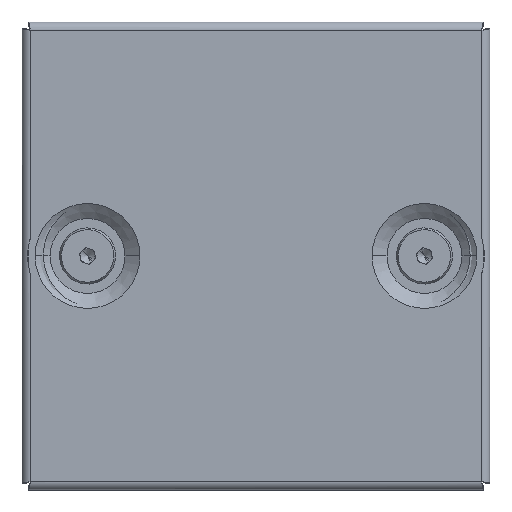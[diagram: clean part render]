
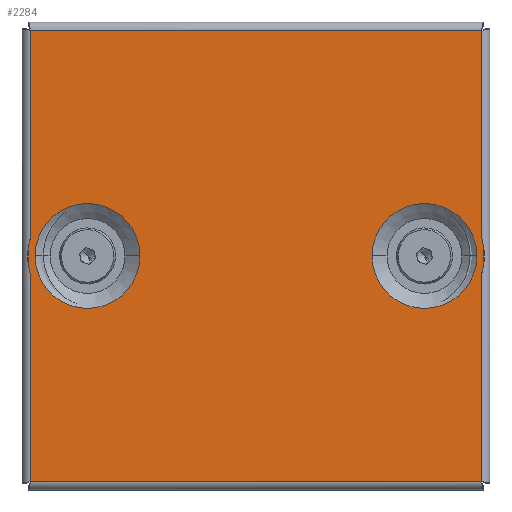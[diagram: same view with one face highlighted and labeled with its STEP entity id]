
A CAD part, top view. The second image highlights one B-rep face of the part: STEP entity #2284.
In plain terms, the highlighted face is planar.
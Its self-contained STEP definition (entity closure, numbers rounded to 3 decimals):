
#120 = CARTESIAN_POINT ( 'NONE',  ( 0., 0., 0. ) ) ;
#178 = DIRECTION ( 'NONE',  ( 0., 0., 1. ) ) ;
#180 = CARTESIAN_POINT ( 'NONE',  ( 31., 0., 0. ) ) ;
#227 = LINE ( 'NONE', #6505, #7320 ) ;
#397 = LINE ( 'NONE', #6903, #8444 ) ;
#475 = VERTEX_POINT ( 'NONE', #9588 ) ;
#489 = ORIENTED_EDGE ( 'NONE', *, *, #4257, .T. ) ;
#589 = VERTEX_POINT ( 'NONE', #2955 ) ;
#627 = CIRCLE ( 'NONE', #4197, 16. ) ;
#941 = DIRECTION ( 'NONE',  ( 0., 1., 0. ) ) ;
#1046 = EDGE_CURVE ( 'NONE', #11311, #11577, #627, .T. ) ;
#1219 = CARTESIAN_POINT ( 'NONE',  ( 45., 0., 0. ) ) ;
#1283 = ORIENTED_EDGE ( 'NONE', *, *, #6943, .T. ) ;
#1329 = CIRCLE ( 'NONE', #6040, 14. ) ;
#1380 = ORIENTED_EDGE ( 'NONE', *, *, #8397, .T. ) ;
#1540 = AXIS2_PLACEMENT_3D ( 'NONE', #10904, #9225, #7374 ) ;
#1583 = VERTEX_POINT ( 'NONE', #10931 ) ;
#1820 = DIRECTION ( 'NONE',  ( 0., 0., 1. ) ) ;
#1833 = CIRCLE ( 'NONE', #8372, 16. ) ;
#1858 = DIRECTION ( 'NONE',  ( 0., -1., 0. ) ) ;
#1976 = EDGE_CURVE ( 'NONE', #589, #11597, #5621, .T. ) ;
#2282 = VECTOR ( 'NONE', #5620, 1000. ) ;
#2284 = ADVANCED_FACE ( 'NONE', ( #8037, #6408, #7344 ), #3650, .T. ) ;
#2391 = VERTEX_POINT ( 'NONE', #4708 ) ;
#2413 = CIRCLE ( 'NONE', #10664, 14. ) ;
#2414 = AXIS2_PLACEMENT_3D ( 'NONE', #4240, #3247, #2547 ) ;
#2435 = CARTESIAN_POINT ( 'NONE',  ( -45., 0., 0. ) ) ;
#2454 = VERTEX_POINT ( 'NONE', #5870 ) ;
#2547 = DIRECTION ( 'NONE',  ( -1., 0., 0. ) ) ;
#2653 = VERTEX_POINT ( 'NONE', #10552 ) ;
#2806 = DIRECTION ( 'NONE',  ( 1., 0., 0. ) ) ;
#2902 = ORIENTED_EDGE ( 'NONE', *, *, #5040, .T. ) ;
#2955 = CARTESIAN_POINT ( 'NONE',  ( 60.3, 0., -60.3 ) ) ;
#3083 = DIRECTION ( 'NONE',  ( 0., 0., -1. ) ) ;
#3158 = EDGE_CURVE ( 'NONE', #2391, #7863, #10906, .T. ) ;
#3247 = DIRECTION ( 'NONE',  ( 0., 1., 0. ) ) ;
#3372 = VECTOR ( 'NONE', #8298, 1000. ) ;
#3618 = CARTESIAN_POINT ( 'NONE',  ( -45., 0., 0. ) ) ;
#3650 = PLANE ( 'NONE',  #5731 ) ;
#3662 = DIRECTION ( 'NONE',  ( 0., 1., 0. ) ) ;
#3777 = DIRECTION ( 'NONE',  ( -1., 0., 0. ) ) ;
#3921 = LINE ( 'NONE', #6513, #9700 ) ;
#3960 = CARTESIAN_POINT ( 'NONE',  ( -60.3, 0., -4.681 ) ) ;
#4005 = ORIENTED_EDGE ( 'NONE', *, *, #9682, .T. ) ;
#4197 = AXIS2_PLACEMENT_3D ( 'NONE', #8051, #3662, #3777 ) ;
#4240 = CARTESIAN_POINT ( 'NONE',  ( -45., 0., 0. ) ) ;
#4243 = DIRECTION ( 'NONE',  ( 0., 1., 0. ) ) ;
#4257 = EDGE_CURVE ( 'NONE', #9684, #589, #397, .T. ) ;
#4317 = ORIENTED_EDGE ( 'NONE', *, *, #1976, .T. ) ;
#4588 = EDGE_LOOP ( 'NONE', ( #7644, #9399 ) ) ;
#4620 = CARTESIAN_POINT ( 'NONE',  ( 59., 0., 0. ) ) ;
#4683 = EDGE_CURVE ( 'NONE', #1583, #2653, #1329, .T. ) ;
#4708 = CARTESIAN_POINT ( 'NONE',  ( 61., 0., 0. ) ) ;
#4730 = AXIS2_PLACEMENT_3D ( 'NONE', #3618, #6437, #9952 ) ;
#4736 = CARTESIAN_POINT ( 'NONE',  ( 60.793, 0., -60.3 ) ) ;
#4749 = DIRECTION ( 'NONE',  ( 0., 0., 1. ) ) ;
#4810 = DIRECTION ( 'NONE',  ( 0., -1., 0. ) ) ;
#4853 = EDGE_CURVE ( 'NONE', #2653, #1583, #9207, .T. ) ;
#4956 = DIRECTION ( 'NONE',  ( 0., 0., -1. ) ) ;
#5040 = EDGE_CURVE ( 'NONE', #2454, #11214, #9060, .T. ) ;
#5064 = EDGE_CURVE ( 'NONE', #7372, #7621, #6603, .T. ) ;
#5620 = DIRECTION ( 'NONE',  ( 1., 0., 0. ) ) ;
#5621 = LINE ( 'NONE', #4736, #3372 ) ;
#5729 = ORIENTED_EDGE ( 'NONE', *, *, #6818, .F. ) ;
#5731 = AXIS2_PLACEMENT_3D ( 'NONE', #120, #941, #1820 ) ;
#5870 = CARTESIAN_POINT ( 'NONE',  ( -60.3, 0., 60.3 ) ) ;
#6040 = AXIS2_PLACEMENT_3D ( 'NONE', #2435, #7940, #7887 ) ;
#6303 = EDGE_LOOP ( 'NONE', ( #9377, #7943 ) ) ;
#6408 = FACE_BOUND ( 'NONE', #6303, .T. ) ;
#6437 = DIRECTION ( 'NONE',  ( 0., 1., 0. ) ) ;
#6482 = EDGE_CURVE ( 'NONE', #11597, #11311, #3921, .T. ) ;
#6505 = CARTESIAN_POINT ( 'NONE',  ( -60.3, 0., -60.793 ) ) ;
#6513 = CARTESIAN_POINT ( 'NONE',  ( -60.3, 0., -60.793 ) ) ;
#6603 = CIRCLE ( 'NONE', #1540, 14. ) ;
#6613 = CARTESIAN_POINT ( 'NONE',  ( 60.3, 0., -4.681 ) ) ;
#6739 = CARTESIAN_POINT ( 'NONE',  ( 60.3, 0., 4.681 ) ) ;
#6777 = CARTESIAN_POINT ( 'NONE',  ( -61., 0., 0. ) ) ;
#6818 = EDGE_CURVE ( 'NONE', #9684, #2391, #1833, .T. ) ;
#6831 = ORIENTED_EDGE ( 'NONE', *, *, #6482, .T. ) ;
#6903 = CARTESIAN_POINT ( 'NONE',  ( 60.3, 0., 60.793 ) ) ;
#6943 = EDGE_CURVE ( 'NONE', #11214, #7863, #8091, .T. ) ;
#7164 = DIRECTION ( 'NONE',  ( 0., 0., -1. ) ) ;
#7224 = ORIENTED_EDGE ( 'NONE', *, *, #1046, .T. ) ;
#7320 = VECTOR ( 'NONE', #4749, 1000. ) ;
#7344 = FACE_BOUND ( 'NONE', #4588, .T. ) ;
#7372 = VERTEX_POINT ( 'NONE', #4620 ) ;
#7374 = DIRECTION ( 'NONE',  ( 0., 0., -1. ) ) ;
#7579 = CARTESIAN_POINT ( 'NONE',  ( 45., 0., 0. ) ) ;
#7621 = VERTEX_POINT ( 'NONE', #180 ) ;
#7644 = ORIENTED_EDGE ( 'NONE', *, *, #5064, .F. ) ;
#7863 = VERTEX_POINT ( 'NONE', #6739 ) ;
#7887 = DIRECTION ( 'NONE',  ( 0., 0., 1. ) ) ;
#7940 = DIRECTION ( 'NONE',  ( 0., 1., 0. ) ) ;
#7943 = ORIENTED_EDGE ( 'NONE', *, *, #4683, .F. ) ;
#8015 = VECTOR ( 'NONE', #7164, 1000. ) ;
#8037 = FACE_OUTER_BOUND ( 'NONE', #10118, .T. ) ;
#8051 = CARTESIAN_POINT ( 'NONE',  ( -45., 0., 0. ) ) ;
#8091 = LINE ( 'NONE', #9667, #8015 ) ;
#8298 = DIRECTION ( 'NONE',  ( -1., 0., 0. ) ) ;
#8369 = DIRECTION ( 'NONE',  ( 1., 0., 0. ) ) ;
#8372 = AXIS2_PLACEMENT_3D ( 'NONE', #1219, #4810, #8369 ) ;
#8395 = ORIENTED_EDGE ( 'NONE', *, *, #3158, .F. ) ;
#8397 = EDGE_CURVE ( 'NONE', #11577, #475, #10284, .T. ) ;
#8444 = VECTOR ( 'NONE', #3083, 1000. ) ;
#9060 = LINE ( 'NONE', #10014, #2282 ) ;
#9207 = CIRCLE ( 'NONE', #4730, 14. ) ;
#9225 = DIRECTION ( 'NONE',  ( 0., 1., 0. ) ) ;
#9365 = AXIS2_PLACEMENT_3D ( 'NONE', #7579, #1858, #2806 ) ;
#9377 = ORIENTED_EDGE ( 'NONE', *, *, #4853, .F. ) ;
#9399 = ORIENTED_EDGE ( 'NONE', *, *, #11510, .F. ) ;
#9402 = CARTESIAN_POINT ( 'NONE',  ( -60.3, 0., -60.3 ) ) ;
#9518 = CARTESIAN_POINT ( 'NONE',  ( 45., 0., 0. ) ) ;
#9588 = CARTESIAN_POINT ( 'NONE',  ( -60.3, 0., 4.681 ) ) ;
#9667 = CARTESIAN_POINT ( 'NONE',  ( 60.3, 0., 60.793 ) ) ;
#9682 = EDGE_CURVE ( 'NONE', #475, #2454, #227, .T. ) ;
#9684 = VERTEX_POINT ( 'NONE', #6613 ) ;
#9700 = VECTOR ( 'NONE', #178, 1000. ) ;
#9952 = DIRECTION ( 'NONE',  ( 0., 0., 1. ) ) ;
#9964 = CARTESIAN_POINT ( 'NONE',  ( 60.3, 0., 60.3 ) ) ;
#10014 = CARTESIAN_POINT ( 'NONE',  ( -60.793, 0., 60.3 ) ) ;
#10118 = EDGE_LOOP ( 'NONE', ( #1283, #8395, #5729, #489, #4317, #6831, #7224, #1380, #4005, #2902 ) ) ;
#10284 = CIRCLE ( 'NONE', #2414, 16. ) ;
#10552 = CARTESIAN_POINT ( 'NONE',  ( -59., 0., 0. ) ) ;
#10664 = AXIS2_PLACEMENT_3D ( 'NONE', #9518, #4243, #4956 ) ;
#10904 = CARTESIAN_POINT ( 'NONE',  ( 45., 0., 0. ) ) ;
#10906 = CIRCLE ( 'NONE', #9365, 16. ) ;
#10931 = CARTESIAN_POINT ( 'NONE',  ( -31., 0., 0. ) ) ;
#11214 = VERTEX_POINT ( 'NONE', #9964 ) ;
#11311 = VERTEX_POINT ( 'NONE', #3960 ) ;
#11510 = EDGE_CURVE ( 'NONE', #7621, #7372, #2413, .T. ) ;
#11577 = VERTEX_POINT ( 'NONE', #6777 ) ;
#11597 = VERTEX_POINT ( 'NONE', #9402 ) ;
